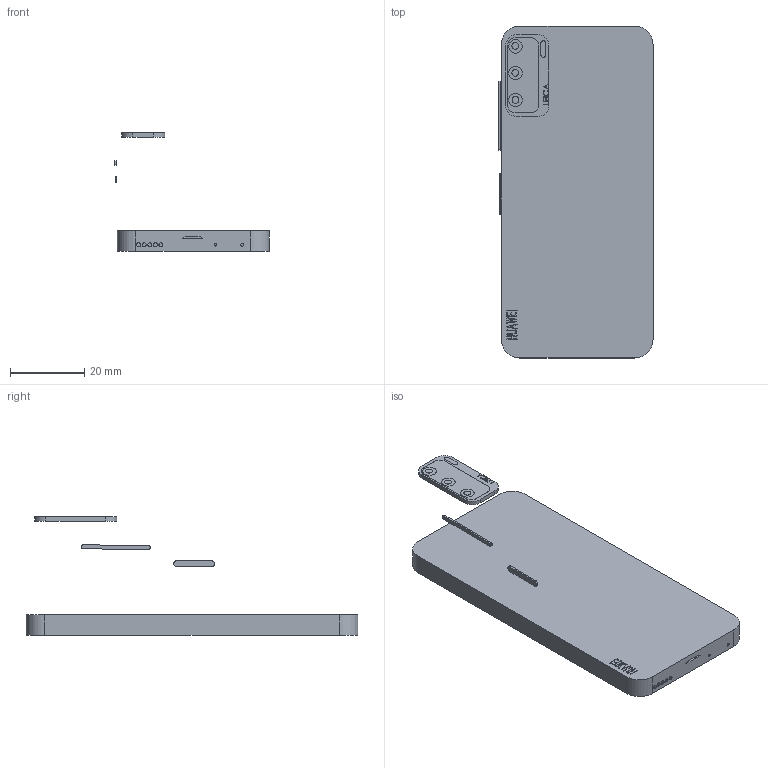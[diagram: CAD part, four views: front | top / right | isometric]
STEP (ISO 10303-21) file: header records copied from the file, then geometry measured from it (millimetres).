
FILE_DESCRIPTION (( 'STEP AP203' ), '1' );
FILE_NAME ('踢迿倓.STEP', '2025-01-15T02:46:15', ( '' ), ( '' ), 'SwSTEP 2.0', 'SolidWorks 2024', '' );
FILE_SCHEMA (( 'CONFIG_CONTROL_DESIGN' ));
Length unit declared in the file: millimetre
Products named in the file (5): 摄像头; 金禹兴; 音量键; 手机华为p40; 息屏键
Assembly tree (4 placements, depth 2):
  金禹兴
    手机华为p40
    摄像头
    息屏键
    音量键
Bounding box: 41.49 x 89.34 x 31.95 mm (x, y, z)
Volume: 20269.4 mm3; surface area: 9331.9 mm2
Topology: 4 solids, 4 shells, 300 faces, 793 edges, 528 vertices
Faces by surface type: plane 188, bspline 57, cylinder 55
Entity records: 11990 total; most frequent: CARTESIAN_POINT 4307, ORIENTED_EDGE 1586, DIRECTION 1287, EDGE_CURVE 793, VECTOR 567, LINE 567, VERTEX_POINT 528, AXIS2_PLACEMENT_3D 360
